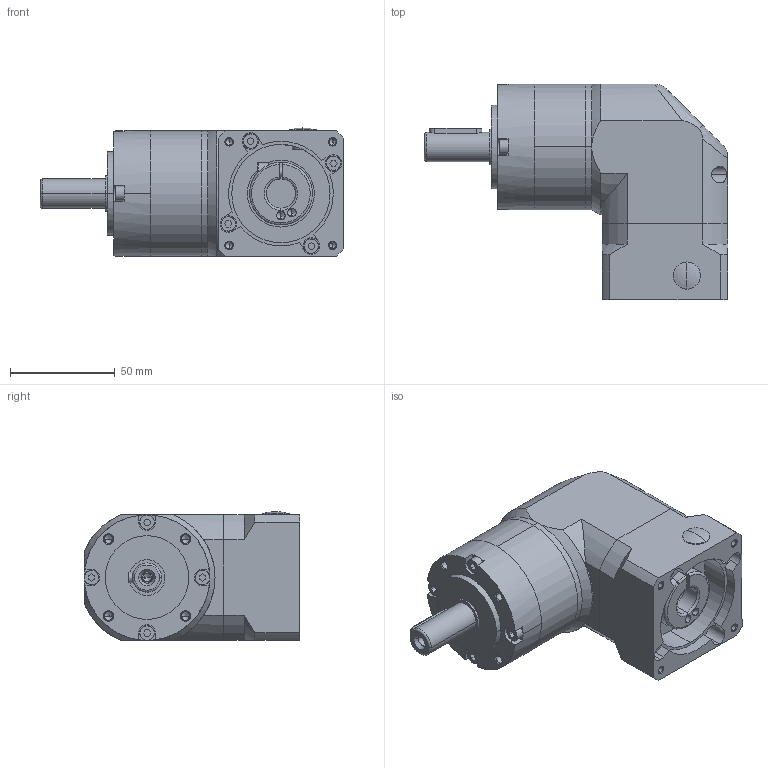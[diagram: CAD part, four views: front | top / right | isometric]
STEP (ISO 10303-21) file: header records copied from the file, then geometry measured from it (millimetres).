
FILE_DESCRIPTION (( 'STEP AP203' ), '1' );
FILE_NAME ('JAER060-L1-14-50-70-M4-A14.STEP', '2024-04-29T08:27:10', ( '微软用户' ), ( '微软中国' ), 'SwSTEP 2.0', 'SolidWorks 2018', '' );
FILE_SCHEMA (( 'CONFIG_CONTROL_DESIGN' ));
Length unit declared in the file: millimetre
Products named in the file (1): JAER060-L1-14-50-70-M4-A14
Bounding box: 145 x 103 x 61.5 mm (x, y, z)
Volume: 429670.5 mm3; surface area: 79432.5 mm2
Topology: 22 solids, 22 shells, 516 faces, 1231 edges, 772 vertices
Faces by surface type: plane 228, cylinder 163, cone 59, torus 48, bspline 18
Entity records: 15868 total; most frequent: CARTESIAN_POINT 3817, DIRECTION 2583, ORIENTED_EDGE 2414, EDGE_CURVE 1207, AXIS2_PLACEMENT_3D 982, VERTEX_POINT 772, VECTOR 619, LINE 619
